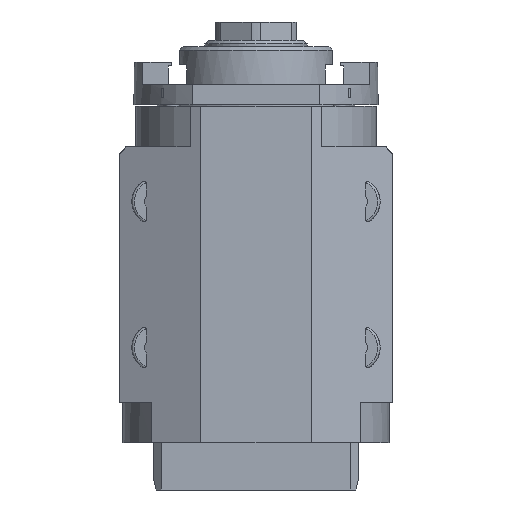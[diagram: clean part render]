
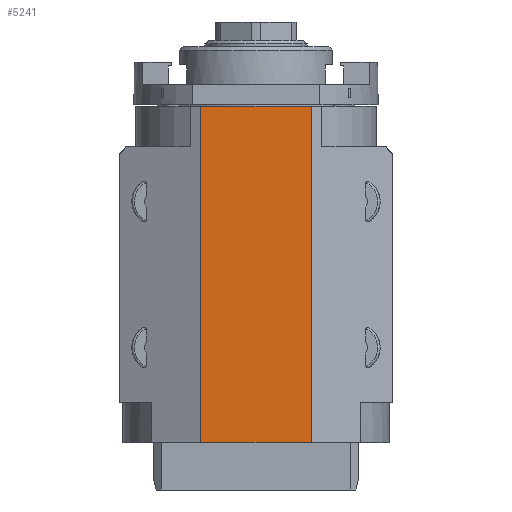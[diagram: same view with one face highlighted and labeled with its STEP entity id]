
A CAD part, left-side view. The second image highlights one B-rep face of the part: STEP entity #5241.
In plain terms, the highlighted planar face has unit normal (-1, 0, 0).
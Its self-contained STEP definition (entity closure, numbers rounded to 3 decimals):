
#1068=DIRECTION('',(0.,0.,1.));
#1069=VECTOR('',#1068,92.2);
#1070=CARTESIAN_POINT('',(-104.,15.108,-46.));
#1071=LINE('',#1070,#1069);
#1072=DIRECTION('',(0.,-1.,0.));
#1073=VECTOR('',#1072,30.215);
#1074=CARTESIAN_POINT('',(-104.,15.108,46.2));
#1075=LINE('',#1074,#1073);
#1076=DIRECTION('',(0.,0.,1.));
#1077=VECTOR('',#1076,92.2);
#1078=CARTESIAN_POINT('',(-104.,-15.108,-46.));
#1079=LINE('',#1078,#1077);
#1080=DIRECTION('',(0.,1.,0.));
#1081=VECTOR('',#1080,30.215);
#1082=CARTESIAN_POINT('',(-104.,-15.108,-46.));
#1083=LINE('',#1082,#1081);
#3757=CARTESIAN_POINT('',(-104.,15.108,-46.));
#3758=CARTESIAN_POINT('',(-104.,15.108,46.2));
#3759=VERTEX_POINT('',#3757);
#3760=VERTEX_POINT('',#3758);
#3761=CARTESIAN_POINT('',(-104.,-15.108,-46.));
#3762=CARTESIAN_POINT('',(-104.,-15.108,46.2));
#3763=VERTEX_POINT('',#3761);
#3764=VERTEX_POINT('',#3762);
#5230=CARTESIAN_POINT('',(-104.,0.,0.));
#5231=DIRECTION('',(1.,0.,0.));
#5232=DIRECTION('',(0.,1.,0.));
#5233=AXIS2_PLACEMENT_3D('',#5230,#5231,#5232);
#5234=PLANE('',#5233);
#5235=ORIENTED_EDGE('',*,*,#4971,.T.);
#5236=ORIENTED_EDGE('',*,*,#5183,.T.);
#5237=ORIENTED_EDGE('',*,*,#5141,.F.);
#5238=ORIENTED_EDGE('',*,*,#5070,.T.);
#5239=EDGE_LOOP('',(#5235,#5236,#5237,#5238));
#5240=FACE_OUTER_BOUND('',#5239,.F.);
#5241=ADVANCED_FACE('',(#5240),#5234,.F.);
#4971=EDGE_CURVE('',#3759,#3760,#1071,.T.);
#5070=EDGE_CURVE('',#3763,#3759,#1083,.T.);
#5141=EDGE_CURVE('',#3763,#3764,#1079,.T.);
#5183=EDGE_CURVE('',#3760,#3764,#1075,.T.);
